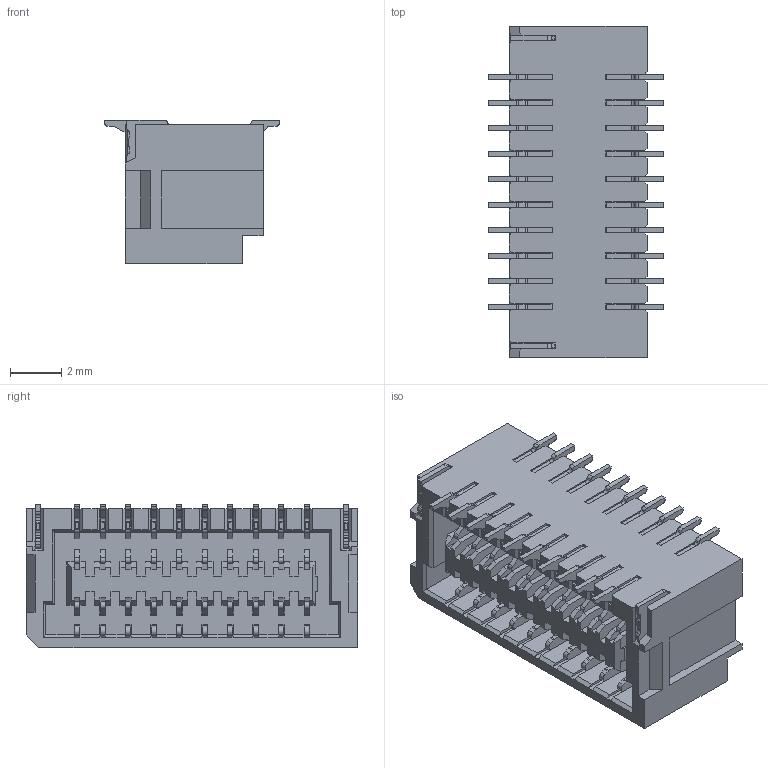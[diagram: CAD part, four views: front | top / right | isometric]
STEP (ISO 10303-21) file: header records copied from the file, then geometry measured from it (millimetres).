
FILE_DESCRIPTION (( 'STEP AP203' ), '1' );
FILE_NAME ('FWF10013-D20B83NAM.STEP', '2025-11-21T03:41:58', ( '' ), ( '' ), 'SwSTEP 2.0', 'SolidWorks 2021', '' );
FILE_SCHEMA (( 'CONFIG_CONTROL_DESIGN' ));
Products named in the file (1): FWF10013-D20B83NAM
Bounding box: 6.86 x 13 x 5.62 mm (x, y, z)
Volume: 252.6 mm3; surface area: 1097.9 mm2
Topology: 1 solids, 11 shells, 2376 faces, 7365 edges, 4836 vertices
Faces by surface type: plane 1752, bspline 624
Entity records: 91936 total; most frequent: CARTESIAN_POINT 31204, ORIENTED_EDGE 14730, DIRECTION 9527, EDGE_CURVE 7365, LINE 6021, VECTOR 6021, VERTEX_POINT 4836, EDGE_LOOP 2453
